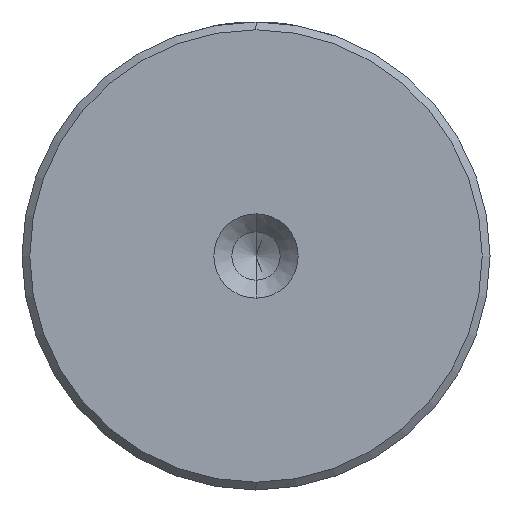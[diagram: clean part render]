
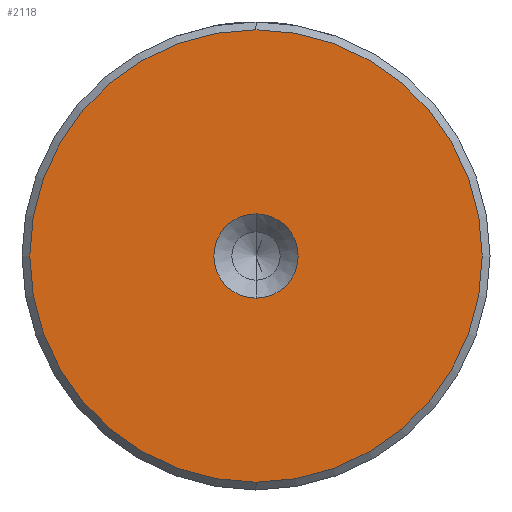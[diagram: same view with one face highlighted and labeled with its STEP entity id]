
A CAD part, left-side view. The second image highlights one B-rep face of the part: STEP entity #2118.
In plain terms, the highlighted planar face has unit normal (-1, 0, 0).
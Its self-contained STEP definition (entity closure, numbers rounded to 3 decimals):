
#16 = AXIS2_PLACEMENT_3D ( 'NONE', #1192, #1561, #1019 ) ;
#115 = CARTESIAN_POINT ( 'NONE',  ( 0., 0., 0. ) ) ;
#127 = ORIENTED_EDGE ( 'NONE', *, *, #668, .T. ) ;
#313 = DIRECTION ( 'NONE',  ( 0., 0., 1. ) ) ;
#328 = AXIS2_PLACEMENT_3D ( 'NONE', #1367, #1358, #1349 ) ;
#388 = FACE_BOUND ( 'NONE', #1437, .T. ) ;
#447 = FACE_OUTER_BOUND ( 'NONE', #681, .T. ) ;
#448 = EDGE_CURVE ( 'NONE', #2400, #1413, #1909, .T. ) ;
#452 = VERTEX_POINT ( 'NONE', #1494 ) ;
#498 = CARTESIAN_POINT ( 'NONE',  ( 0., 0., 0. ) ) ;
#624 = AXIS2_PLACEMENT_3D ( 'NONE', #498, #1825, #694 ) ;
#668 = EDGE_CURVE ( 'NONE', #1413, #2400, #1281, .T. ) ;
#681 = EDGE_LOOP ( 'NONE', ( #127, #1660 ) ) ;
#694 = DIRECTION ( 'NONE',  ( 0., 0., 1. ) ) ;
#931 = DIRECTION ( 'NONE',  ( 0., 0., 1. ) ) ;
#1019 = DIRECTION ( 'NONE',  ( 0., 0., 1. ) ) ;
#1028 = CARTESIAN_POINT ( 'NONE',  ( 0., 0., -14.5 ) ) ;
#1067 = CARTESIAN_POINT ( 'NONE',  ( 0., 0., 14.5 ) ) ;
#1069 = EDGE_CURVE ( 'NONE', #452, #1487, #1223, .T. ) ;
#1072 = AXIS2_PLACEMENT_3D ( 'NONE', #115, #1463, #313 ) ;
#1192 = CARTESIAN_POINT ( 'NONE',  ( 0., 0., 0. ) ) ;
#1206 = ORIENTED_EDGE ( 'NONE', *, *, #1069, .F. ) ;
#1223 = CIRCLE ( 'NONE', #1072, 2.7 ) ;
#1281 = CIRCLE ( 'NONE', #16, 14.5 ) ;
#1349 = DIRECTION ( 'NONE',  ( 0., 0., 1. ) ) ;
#1358 = DIRECTION ( 'NONE',  ( -1., 0., 0. ) ) ;
#1367 = CARTESIAN_POINT ( 'NONE',  ( 0., 0., 0. ) ) ;
#1413 = VERTEX_POINT ( 'NONE', #1028 ) ;
#1417 = ORIENTED_EDGE ( 'NONE', *, *, #1677, .F. ) ;
#1437 = EDGE_LOOP ( 'NONE', ( #1417, #1206 ) ) ;
#1463 = DIRECTION ( 'NONE',  ( -1., 0., 0. ) ) ;
#1487 = VERTEX_POINT ( 'NONE', #1551 ) ;
#1494 = CARTESIAN_POINT ( 'NONE',  ( 0., 0., -2.7 ) ) ;
#1551 = CARTESIAN_POINT ( 'NONE',  ( 0., 0., 2.7 ) ) ;
#1561 = DIRECTION ( 'NONE',  ( -1., 0., 0. ) ) ;
#1660 = ORIENTED_EDGE ( 'NONE', *, *, #448, .T. ) ;
#1669 = CIRCLE ( 'NONE', #624, 2.7 ) ;
#1677 = EDGE_CURVE ( 'NONE', #1487, #452, #1669, .T. ) ;
#1825 = DIRECTION ( 'NONE',  ( -1., 0., 0. ) ) ;
#1838 = AXIS2_PLACEMENT_3D ( 'NONE', #2024, #2033, #931 ) ;
#1846 = PLANE ( 'NONE',  #1838 ) ;
#1909 = CIRCLE ( 'NONE', #328, 14.5 ) ;
#2024 = CARTESIAN_POINT ( 'NONE',  ( 0., 0., 0. ) ) ;
#2033 = DIRECTION ( 'NONE',  ( -1., 0., 0. ) ) ;
#2118 = ADVANCED_FACE ( 'NONE', ( #447, #388 ), #1846, .T. ) ;
#2400 = VERTEX_POINT ( 'NONE', #1067 ) ;
